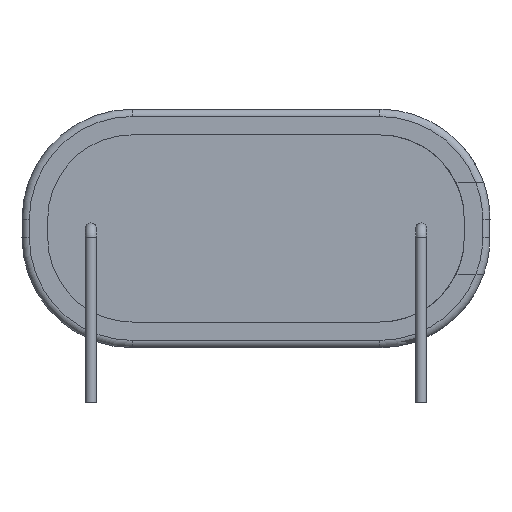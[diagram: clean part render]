
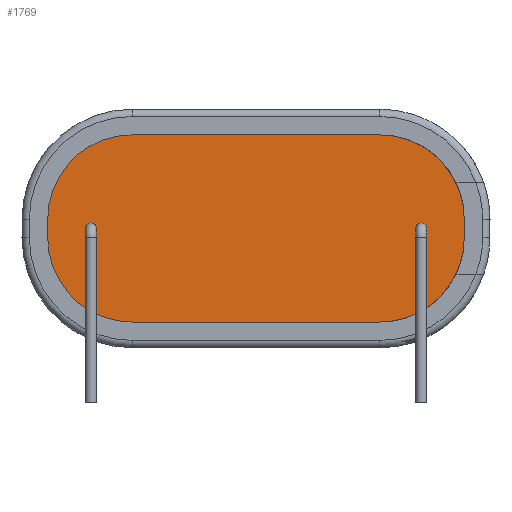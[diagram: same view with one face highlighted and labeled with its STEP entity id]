
A CAD part, front view. The second image highlights one B-rep face of the part: STEP entity #1769.
In plain terms, the highlighted planar face has unit normal (0, -1, 0).
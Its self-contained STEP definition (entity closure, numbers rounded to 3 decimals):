
#14=FACE_BOUND('',#318,.T.);
#15=FACE_BOUND('',#319,.T.);
#197=FACE_OUTER_BOUND('',#317,.T.);
#317=EDGE_LOOP('',(#1356,#1357,#1358,#1359,#1360,#1361,#1362,#1363));
#318=EDGE_LOOP('',(#1364));
#319=EDGE_LOOP('',(#1365));
#453=CIRCLE('',#1948,4.6);
#454=CIRCLE('',#1951,4.6);
#456=CIRCLE('',#1955,4.6);
#457=CIRCLE('',#1958,4.6);
#458=CIRCLE('',#1960,0.3);
#459=CIRCLE('',#1961,0.3);
#586=LINE('',#3083,#696);
#591=LINE('',#3096,#701);
#594=LINE('',#3105,#704);
#597=LINE('',#3113,#707);
#696=VECTOR('',#2332,10.);
#701=VECTOR('',#2345,10.);
#704=VECTOR('',#2356,10.);
#707=VECTOR('',#2365,10.);
#838=VERTEX_POINT('',#3080);
#839=VERTEX_POINT('',#3082);
#841=VERTEX_POINT('',#3088);
#843=VERTEX_POINT('',#3094);
#844=VERTEX_POINT('',#3098);
#845=VERTEX_POINT('',#3103);
#846=VERTEX_POINT('',#3107);
#847=VERTEX_POINT('',#3111);
#848=VERTEX_POINT('',#3117);
#849=VERTEX_POINT('',#3119);
#1016=EDGE_CURVE('',#838,#839,#586,.T.);
#1020=EDGE_CURVE('',#841,#838,#453,.T.);
#1023=EDGE_CURVE('',#843,#841,#591,.T.);
#1025=EDGE_CURVE('',#844,#843,#454,.T.);
#1028=EDGE_CURVE('',#845,#844,#594,.T.);
#1030=EDGE_CURVE('',#846,#845,#456,.T.);
#1032=EDGE_CURVE('',#847,#846,#597,.T.);
#1033=EDGE_CURVE('',#839,#847,#457,.T.);
#1034=EDGE_CURVE('',#848,#848,#458,.T.);
#1035=EDGE_CURVE('',#849,#849,#459,.T.);
#1356=ORIENTED_EDGE('',*,*,#1033,.F.);
#1357=ORIENTED_EDGE('',*,*,#1016,.F.);
#1358=ORIENTED_EDGE('',*,*,#1020,.F.);
#1359=ORIENTED_EDGE('',*,*,#1023,.F.);
#1360=ORIENTED_EDGE('',*,*,#1025,.F.);
#1361=ORIENTED_EDGE('',*,*,#1028,.F.);
#1362=ORIENTED_EDGE('',*,*,#1030,.F.);
#1363=ORIENTED_EDGE('',*,*,#1032,.F.);
#1364=ORIENTED_EDGE('',*,*,#1034,.F.);
#1365=ORIENTED_EDGE('',*,*,#1035,.F.);
#1715=PLANE('',#1959);
#1769=ADVANCED_FACE('',(#197,#14,#15),#1715,.T.);
#1948=AXIS2_PLACEMENT_3D('',#3090,#2339,#2340);
#1951=AXIS2_PLACEMENT_3D('',#3100,#2349,#2350);
#1955=AXIS2_PLACEMENT_3D('',#3109,#2360,#2361);
#1958=AXIS2_PLACEMENT_3D('',#3115,#2368,#2369);
#1959=AXIS2_PLACEMENT_3D('',#3116,#2370,#2371);
#1960=AXIS2_PLACEMENT_3D('',#3118,#2372,#2373);
#1961=AXIS2_PLACEMENT_3D('',#3120,#2374,#2375);
#2332=DIRECTION('',(-1.,0.,0.));
#2339=DIRECTION('center_axis',(0.,1.,0.));
#2340=DIRECTION('ref_axis',(0.,0.,-1.));
#2345=DIRECTION('',(0.,0.,-1.));
#2349=DIRECTION('center_axis',(0.,1.,0.));
#2350=DIRECTION('ref_axis',(1.,0.,0.));
#2356=DIRECTION('',(1.,0.,0.));
#2360=DIRECTION('center_axis',(0.,1.,0.));
#2361=DIRECTION('ref_axis',(0.,0.,1.));
#2365=DIRECTION('',(0.,0.,1.));
#2368=DIRECTION('center_axis',(0.,1.,0.));
#2369=DIRECTION('ref_axis',(-1.,0.,0.));
#2370=DIRECTION('center_axis',(0.,-1.,0.));
#2371=DIRECTION('ref_axis',(1.,0.,0.));
#2372=DIRECTION('center_axis',(0.,-1.,0.));
#2373=DIRECTION('ref_axis',(1.,0.,0.));
#2374=DIRECTION('center_axis',(0.,-1.,0.));
#2375=DIRECTION('ref_axis',(1.,0.,0.));
#3080=CARTESIAN_POINT('',(6.75,0.03,1.4));
#3082=CARTESIAN_POINT('',(-6.75,0.03,1.4));
#3083=CARTESIAN_POINT('',(-6.75,0.03,1.4));
#3088=CARTESIAN_POINT('',(11.35,0.03,6.));
#3090=CARTESIAN_POINT('Origin',(6.75,0.03,6.));
#3094=CARTESIAN_POINT('',(11.35,0.03,7.));
#3096=CARTESIAN_POINT('',(11.35,0.03,6.));
#3098=CARTESIAN_POINT('',(6.75,0.03,11.6));
#3100=CARTESIAN_POINT('Origin',(6.75,0.03,7.));
#3103=CARTESIAN_POINT('',(-6.75,0.03,11.6));
#3105=CARTESIAN_POINT('',(6.75,0.03,11.6));
#3107=CARTESIAN_POINT('',(-11.35,0.03,7.));
#3109=CARTESIAN_POINT('Origin',(-6.75,0.03,7.));
#3111=CARTESIAN_POINT('',(-11.35,0.03,6.));
#3113=CARTESIAN_POINT('',(-11.35,0.03,7.));
#3115=CARTESIAN_POINT('Origin',(-6.75,0.03,6.));
#3116=CARTESIAN_POINT('Origin',(0.,0.03,6.5));
#3117=CARTESIAN_POINT('',(-9.3,0.03,6.5));
#3118=CARTESIAN_POINT('Origin',(-9.,0.03,6.5));
#3119=CARTESIAN_POINT('',(9.3,0.03,6.5));
#3120=CARTESIAN_POINT('Origin',(9.,0.03,6.5));
